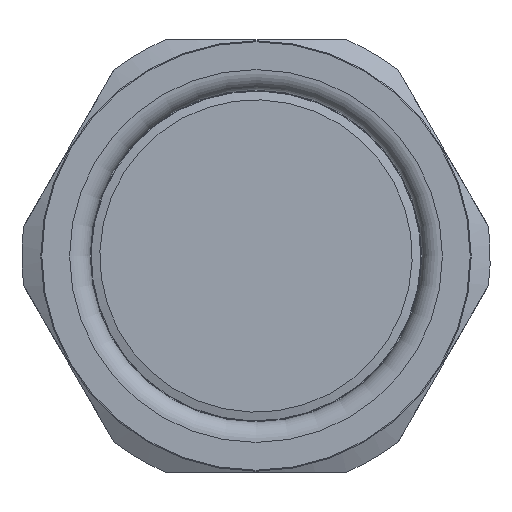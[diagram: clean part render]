
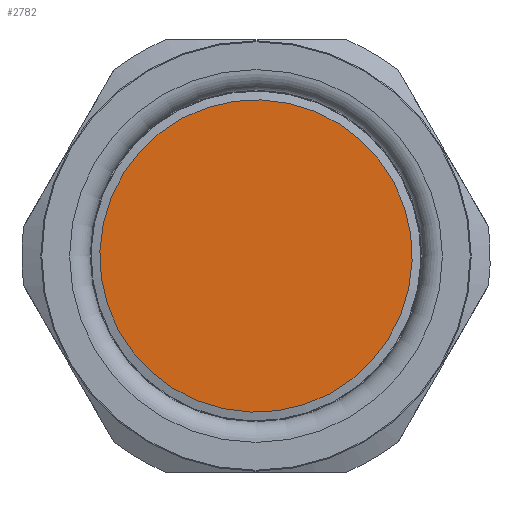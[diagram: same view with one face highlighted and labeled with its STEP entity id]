
A CAD part, left-side view. The second image highlights one B-rep face of the part: STEP entity #2782.
In plain terms, the highlighted face is planar.
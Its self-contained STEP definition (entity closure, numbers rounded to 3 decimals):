
#395=PLANE('',#3229);
#761=FACE_OUTER_BOUND('',#1086,.T.);
#1086=EDGE_LOOP('',(#2525));
#1266=CIRCLE('',#3228,30.735);
#1516=VERTEX_POINT('',#14445);
#1851=EDGE_CURVE('',#1516,#1516,#1266,.T.);
#2525=ORIENTED_EDGE('',*,*,#1851,.T.);
#2782=ADVANCED_FACE('',(#761),#395,.T.);
#3228=AXIS2_PLACEMENT_3D('',#14446,#4040,#4041);
#3229=AXIS2_PLACEMENT_3D('',#14447,#4042,#4043);
#4040=DIRECTION('center_axis',(1.,0.,0.));
#4041=DIRECTION('ref_axis',(0.,0.,-1.));
#4042=DIRECTION('center_axis',(1.,0.,0.));
#4043=DIRECTION('ref_axis',(0.,0.,-1.));
#14445=CARTESIAN_POINT('',(0.45,30.735,0.));
#14446=CARTESIAN_POINT('Origin',(0.45,0.,0.));
#14447=CARTESIAN_POINT('Origin',(0.45,0.,0.));
